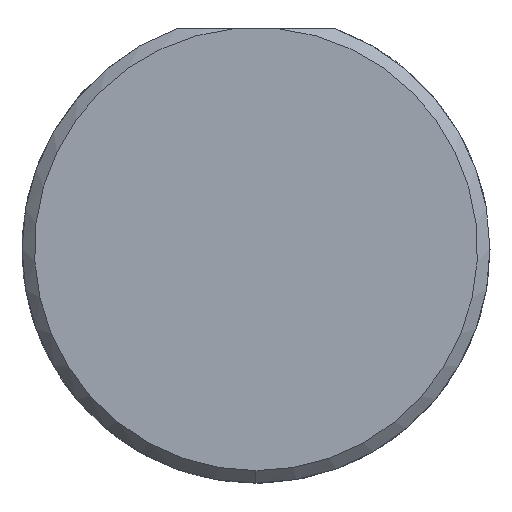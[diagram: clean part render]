
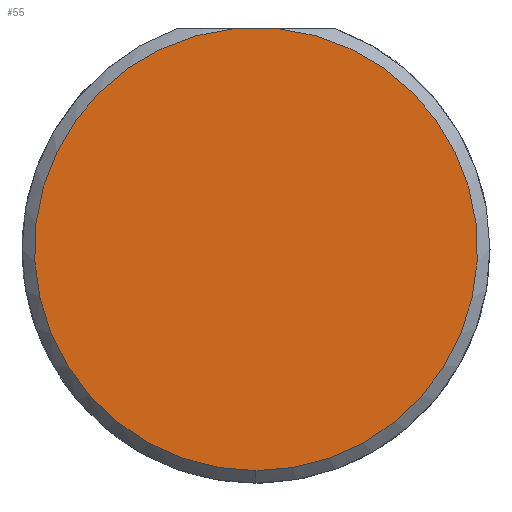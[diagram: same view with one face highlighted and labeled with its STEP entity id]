
A CAD part, left-side view. The second image highlights one B-rep face of the part: STEP entity #55.
In plain terms, the highlighted planar face has unit normal (-1, 0, 0).
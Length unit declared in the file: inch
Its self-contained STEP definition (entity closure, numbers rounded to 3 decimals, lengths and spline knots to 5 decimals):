
#3 = LINE ( 'NONE', #265, #423 ) ;
#17 = CIRCLE ( 'NONE', #376, 0.17735 ) ;
#20 = CARTESIAN_POINT ( 'NONE',  ( 0., 0.01881, 0.17635 ) ) ;
#26 = EDGE_LOOP ( 'NONE', ( #67, #356, #400 ) ) ;
#37 = CARTESIAN_POINT ( 'NONE',  ( 0., -0.01881, 0.17635 ) ) ;
#55 = ADVANCED_FACE ( 'NONE', ( #504 ), #336, .F. ) ;
#67 = ORIENTED_EDGE ( 'NONE', *, *, #283, .T. ) ;
#120 = DIRECTION ( 'NONE',  ( 0., 0., -1. ) ) ;
#142 = EDGE_CURVE ( 'NONE', #706, #568, #484, .T. ) ;
#208 = DIRECTION ( 'NONE',  ( 0., 1., 0. ) ) ;
#247 = CARTESIAN_POINT ( 'NONE',  ( 0., 0., 0. ) ) ;
#265 = CARTESIAN_POINT ( 'NONE',  ( 0., 0.18735, 0.17635 ) ) ;
#283 = EDGE_CURVE ( 'NONE', #584, #706, #3, .T. ) ;
#326 = CARTESIAN_POINT ( 'NONE',  ( 0., 0., 0. ) ) ;
#336 = PLANE ( 'NONE',  #443 ) ;
#339 = DIRECTION ( 'NONE',  ( -1., 0., 0. ) ) ;
#356 = ORIENTED_EDGE ( 'NONE', *, *, #142, .T. ) ;
#357 = EDGE_CURVE ( 'NONE', #568, #584, #17, .T. ) ;
#376 = AXIS2_PLACEMENT_3D ( 'NONE', #384, #615, #120 ) ;
#383 = AXIS2_PLACEMENT_3D ( 'NONE', #247, #339, #523 ) ;
#384 = CARTESIAN_POINT ( 'NONE',  ( 0., 0., 0. ) ) ;
#400 = ORIENTED_EDGE ( 'NONE', *, *, #357, .T. ) ;
#411 = CARTESIAN_POINT ( 'NONE',  ( 0., 0., -0.17735 ) ) ;
#423 = VECTOR ( 'NONE', #208, 39.37008 ) ;
#436 = DIRECTION ( 'NONE',  ( 1., 0., 0. ) ) ;
#443 = AXIS2_PLACEMENT_3D ( 'NONE', #326, #436, #552 ) ;
#484 = CIRCLE ( 'NONE', #383, 0.17735 ) ;
#504 = FACE_OUTER_BOUND ( 'NONE', #26, .T. ) ;
#523 = DIRECTION ( 'NONE',  ( 0., 0., -1. ) ) ;
#552 = DIRECTION ( 'NONE',  ( 0., 0., -1. ) ) ;
#568 = VERTEX_POINT ( 'NONE', #411 ) ;
#584 = VERTEX_POINT ( 'NONE', #37 ) ;
#615 = DIRECTION ( 'NONE',  ( -1., 0., 0. ) ) ;
#706 = VERTEX_POINT ( 'NONE', #20 ) ;
